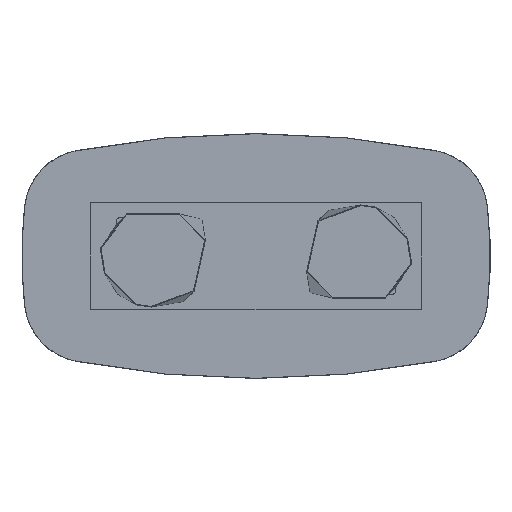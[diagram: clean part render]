
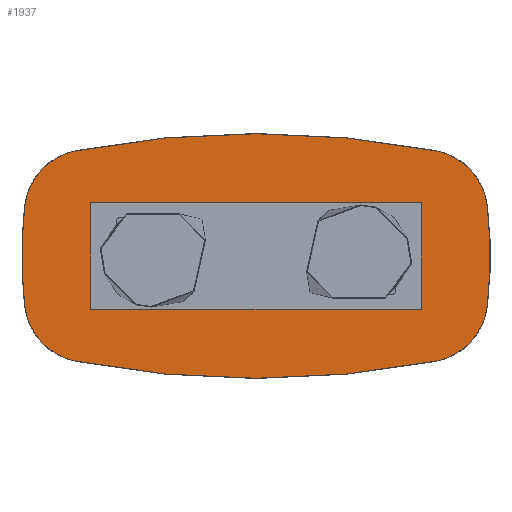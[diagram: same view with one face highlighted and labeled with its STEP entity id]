
A CAD part, front view. The second image highlights one B-rep face of the part: STEP entity #1937.
In plain terms, the highlighted planar face has unit normal (0, -1, 0).
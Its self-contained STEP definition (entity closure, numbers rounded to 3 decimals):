
#453=FACE_OUTER_BOUND('',#563,.T.);
#563=EDGE_LOOP('',(#1219,#1220,#1221,#1222,#1223,#1224,#1225,#1226));
#679=CIRCLE('',#2069,299.);
#680=CIRCLE('',#2070,4499.);
#681=CIRCLE('',#2071,299.);
#682=CIRCLE('',#2072,1999.);
#683=CIRCLE('',#2073,299.);
#684=CIRCLE('',#2074,4499.);
#685=CIRCLE('',#2075,299.);
#686=CIRCLE('',#2076,1999.);
#767=VERTEX_POINT('',#2854);
#768=VERTEX_POINT('',#2855);
#769=VERTEX_POINT('',#2857);
#770=VERTEX_POINT('',#2859);
#771=VERTEX_POINT('',#2861);
#772=VERTEX_POINT('',#2863);
#773=VERTEX_POINT('',#2865);
#774=VERTEX_POINT('',#2867);
#943=EDGE_CURVE('',#767,#768,#679,.T.);
#944=EDGE_CURVE('',#769,#767,#680,.T.);
#945=EDGE_CURVE('',#770,#769,#681,.T.);
#946=EDGE_CURVE('',#771,#770,#682,.T.);
#947=EDGE_CURVE('',#772,#771,#683,.T.);
#948=EDGE_CURVE('',#773,#772,#684,.T.);
#949=EDGE_CURVE('',#774,#773,#685,.T.);
#950=EDGE_CURVE('',#768,#774,#686,.T.);
#1219=ORIENTED_EDGE('',*,*,#943,.F.);
#1220=ORIENTED_EDGE('',*,*,#944,.F.);
#1221=ORIENTED_EDGE('',*,*,#945,.F.);
#1222=ORIENTED_EDGE('',*,*,#946,.F.);
#1223=ORIENTED_EDGE('',*,*,#947,.F.);
#1224=ORIENTED_EDGE('',*,*,#948,.F.);
#1225=ORIENTED_EDGE('',*,*,#949,.F.);
#1226=ORIENTED_EDGE('',*,*,#950,.F.);
#1771=PLANE('',#2068);
#1937=ADVANCED_FACE('',(#453),#1771,.T.);
#2068=AXIS2_PLACEMENT_3D('',#2853,#2268,#2269);
#2069=AXIS2_PLACEMENT_3D('',#2856,#2270,#2271);
#2070=AXIS2_PLACEMENT_3D('',#2858,#2272,#2273);
#2071=AXIS2_PLACEMENT_3D('',#2860,#2274,#2275);
#2072=AXIS2_PLACEMENT_3D('',#2862,#2276,#2277);
#2073=AXIS2_PLACEMENT_3D('',#2864,#2278,#2279);
#2074=AXIS2_PLACEMENT_3D('',#2866,#2280,#2281);
#2075=AXIS2_PLACEMENT_3D('',#2868,#2282,#2283);
#2076=AXIS2_PLACEMENT_3D('',#2869,#2284,#2285);
#2268=DIRECTION('center_axis',(0.,-1.,0.));
#2269=DIRECTION('ref_axis',(0.,0.,
-1.));
#2270=DIRECTION('center_axis',(0.,1.,0.));
#2271=DIRECTION('ref_axis',(0.993,0.,0.118));
#2272=DIRECTION('center_axis',(0.,1.,0.));
#2273=DIRECTION('ref_axis',(0.188,0.,0.982));
#2274=DIRECTION('center_axis',(0.,1.,0.));
#2275=DIRECTION('ref_axis',(-0.188,0.,0.982));
#2276=DIRECTION('center_axis',(0.,1.,0.));
#2277=DIRECTION('ref_axis',(-0.993,0.,0.118));
#2278=DIRECTION('center_axis',(0.,1.,0.));
#2279=DIRECTION('ref_axis',(-0.993,0.,-0.118));
#2280=DIRECTION('center_axis',(0.,1.,0.));
#2281=DIRECTION('ref_axis',(-0.188,0.,-0.982));
#2282=DIRECTION('center_axis',(0.,1.,0.));
#2283=DIRECTION('ref_axis',(0.188,0.,-0.982));
#2284=DIRECTION('center_axis',(0.,1.,0.));
#2285=DIRECTION('ref_axis',(0.993,0.,-0.118));
#2853=CARTESIAN_POINT('Origin',(0.,746.5,
0.));
#2854=CARTESIAN_POINT('',(844.257,746.5,494.076));
#2855=CARTESIAN_POINT('',(1085.064,746.5,235.632));
#2856=CARTESIAN_POINT('Origin',(788.148,746.5,200.388));
#2857=CARTESIAN_POINT('',(-844.257,746.5,494.076));
#2858=CARTESIAN_POINT('Origin',(0.,746.5,-3925.));
#2859=CARTESIAN_POINT('',(-1085.064,746.5,235.632));
#2860=CARTESIAN_POINT('Origin',(-788.148,746.5,200.388));
#2861=CARTESIAN_POINT('',(-1085.064,746.5,-235.632));
#2862=CARTESIAN_POINT('Origin',(900.,746.5,0.));
#2863=CARTESIAN_POINT('',(-844.257,746.5,-494.076));
#2864=CARTESIAN_POINT('Origin',(-788.148,746.5,-200.388));
#2865=CARTESIAN_POINT('',(844.257,746.5,-494.076));
#2866=CARTESIAN_POINT('Origin',(0.,746.5,3925.));
#2867=CARTESIAN_POINT('',(1085.064,746.5,-235.632));
#2868=CARTESIAN_POINT('Origin',(788.148,746.5,-200.388));
#2869=CARTESIAN_POINT('Origin',(-900.,746.5,0.));
